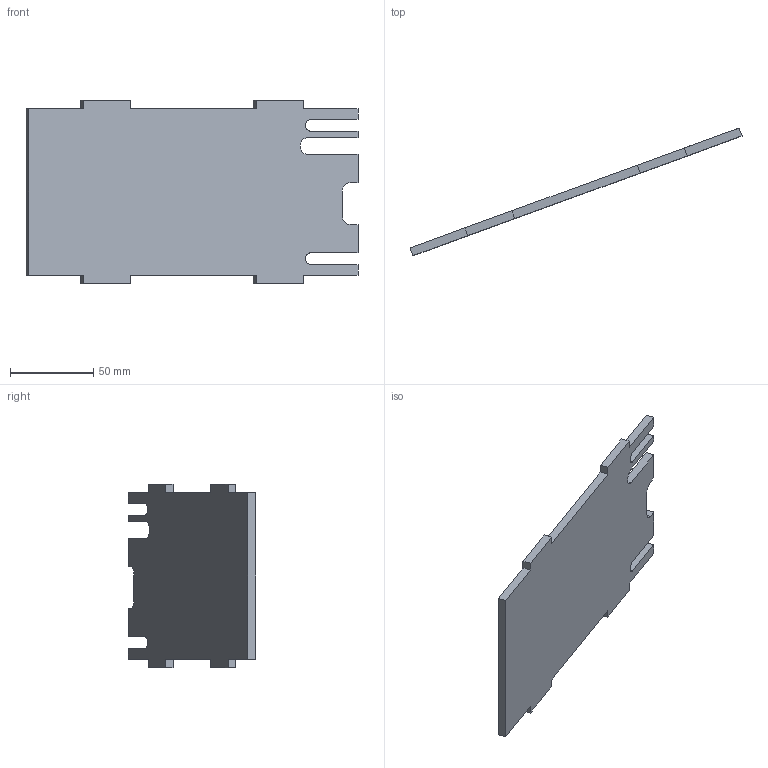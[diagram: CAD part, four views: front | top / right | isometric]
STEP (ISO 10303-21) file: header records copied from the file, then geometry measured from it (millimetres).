
FILE_DESCRIPTION(/* description */ (''),/* implementation_level */ '2;1');
FILE_NAME(/* name */ 'Корпус наклонное дно накопителя.step',/* time_stamp */ '2024-02-11T19:57:48+03:00',/* author */ ('К'),/* organization */ (''),/* preprocessor_version */ 'ST-DEVELOPER v18.1',/* originating_system */ 'Autodesk Inventor 2022',/* authorisation */ '');
FILE_SCHEMA (('AUTOMOTIVE_DESIGN { 1 0 10303 214 3 1 1 }'));
Length unit declared in the file: millimetre
Products named in the file (1): Корпус
Bounding box: 199.05 x 76.52 x 110 mm (x, y, z)
Volume: 102713.6 mm3; surface area: 45452.8 mm2
Topology: 1 solids, 1 shells, 40 faces, 114 edges, 76 vertices
Faces by surface type: plane 35, cylinder 5
Entity records: 1336 total; most frequent: CARTESIAN_POINT 231, ORIENTED_EDGE 228, DIRECTION 206, EDGE_CURVE 114, LINE 104, VECTOR 104, VERTEX_POINT 76, AXIS2_PLACEMENT_3D 51
